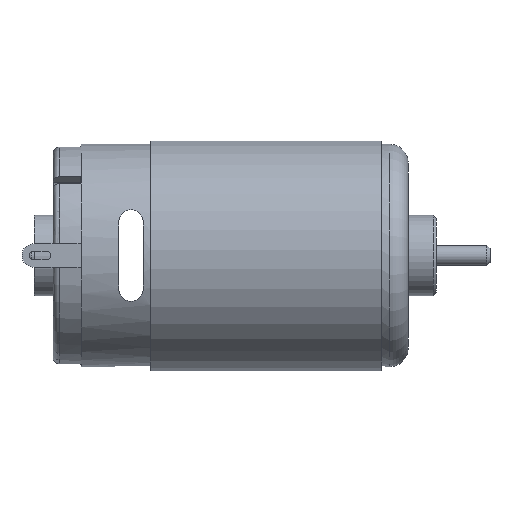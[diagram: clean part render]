
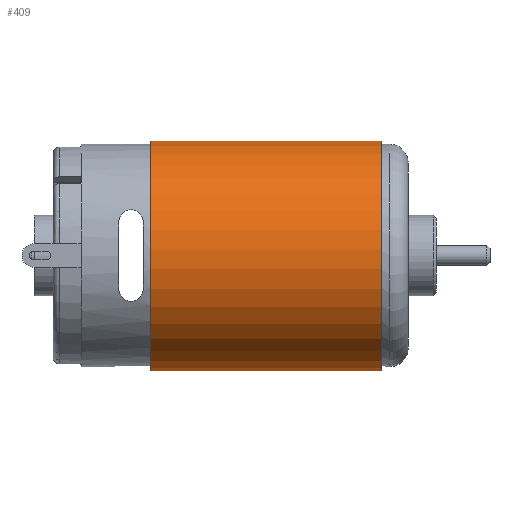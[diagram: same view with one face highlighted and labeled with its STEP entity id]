
A CAD part, left-side view. The second image highlights one B-rep face of the part: STEP entity #409.
In plain terms, the highlighted cylindrical face has radius 18.6 mm (diameter 37.2 mm), a partial arc.
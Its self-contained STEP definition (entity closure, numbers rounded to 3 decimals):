
#409 = ADVANCED_FACE( '', ( #880 ), #881, .T. );
#880 = FACE_OUTER_BOUND( '', #1385, .T. );
#881 = CYLINDRICAL_SURFACE( '', #1386, 18.6 );
#1385 = EDGE_LOOP( '', ( #2516, #2517, #2518, #2519 ) );
#1386 = AXIS2_PLACEMENT_3D( '', #2520, #2521, #2522 );
#2516 = ORIENTED_EDGE( '', *, *, #3201, .F. );
#2517 = ORIENTED_EDGE( '', *, *, #3107, .F. );
#2518 = ORIENTED_EDGE( '', *, *, #3078, .T. );
#2519 = ORIENTED_EDGE( '', *, *, #3099, .T. );
#2520 = CARTESIAN_POINT( '', ( 0., -60., 0. ) );
#2521 = DIRECTION( '', ( 0., -1., 0. ) );
#2522 = DIRECTION( '', ( 0., 0., 1. ) );
#3078 = EDGE_CURVE( '', #3770, #3771, #3772, .T. );
#3099 = EDGE_CURVE( '', #3771, #3802, #3804, .T. );
#3107 = EDGE_CURVE( '', #3770, #3814, #3815, .T. );
#3201 = EDGE_CURVE( '', #3814, #3802, #3944, .T. );
#3770 = VERTEX_POINT( '', #4882 );
#3771 = VERTEX_POINT( '', #4883 );
#3772 = CIRCLE( '', #4884, 18.6 );
#3802 = VERTEX_POINT( '', #4924 );
#3804 = LINE( '', #4927, #4928 );
#3814 = VERTEX_POINT( '', #4952 );
#3815 = LINE( '', #4953, #4954 );
#3944 = CIRCLE( '', #5118, 18.6 );
#4882 = CARTESIAN_POINT( '', ( 2.886, -21.9, 18.375 ) );
#4883 = CARTESIAN_POINT( '', ( -2.886, -21.9, 18.375 ) );
#4884 = AXIS2_PLACEMENT_3D( '', #5701, #5702, #5703 );
#4924 = CARTESIAN_POINT( '', ( -2.886, 15.1, 18.375 ) );
#4927 = CARTESIAN_POINT( '', ( -2.886, -21.9, 18.375 ) );
#4928 = VECTOR( '', #5727, 1000. );
#4952 = CARTESIAN_POINT( '', ( 2.886, 15.1, 18.375 ) );
#4953 = CARTESIAN_POINT( '', ( 2.886, -21.9, 18.375 ) );
#4954 = VECTOR( '', #5734, 1000. );
#5118 = AXIS2_PLACEMENT_3D( '', #5866, #5867, #5868 );
#5701 = CARTESIAN_POINT( '', ( 0., -21.9, 0. ) );
#5702 = DIRECTION( '', ( 0., 1., 0. ) );
#5703 = DIRECTION( '', ( 0., 0., 1. ) );
#5727 = DIRECTION( '', ( 0., 1., 0. ) );
#5734 = DIRECTION( '', ( 0., 1., 0. ) );
#5866 = CARTESIAN_POINT( '', ( 0., 15.1, 0. ) );
#5867 = DIRECTION( '', ( 0., 1., 0. ) );
#5868 = DIRECTION( '', ( 0., 0., 1. ) );
